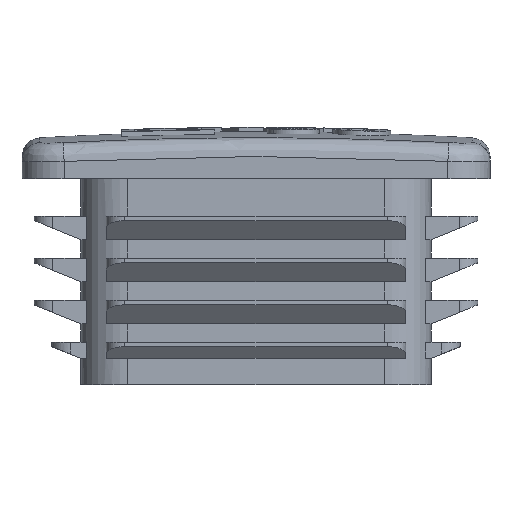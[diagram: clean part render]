
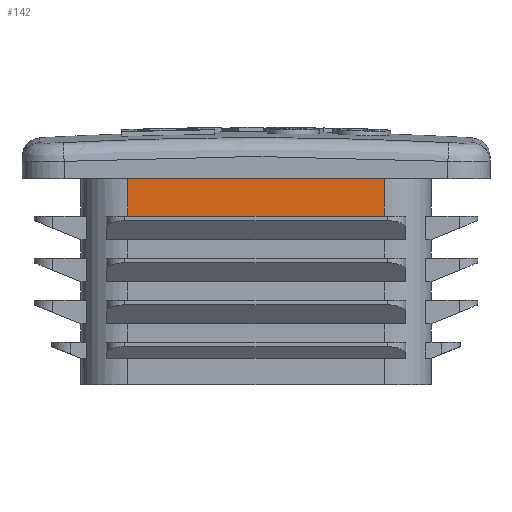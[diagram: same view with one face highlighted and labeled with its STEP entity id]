
A CAD part, front view. The second image highlights one B-rep face of the part: STEP entity #142.
In plain terms, the highlighted planar face has unit normal (0, -1, 0).
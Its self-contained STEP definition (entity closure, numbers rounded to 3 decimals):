
#142 = ADVANCED_FACE( '', ( #494 ), #495, .T. );
#494 = FACE_OUTER_BOUND( '', #2278, .T. );
#495 = PLANE( '', #2279 );
#2278 = EDGE_LOOP( '', ( #3930, #3931, #3932, #3933 ) );
#2279 = AXIS2_PLACEMENT_3D( '', #3934, #3935, #3936 );
#3930 = ORIENTED_EDGE( '', *, *, #5797, .F. );
#3931 = ORIENTED_EDGE( '', *, *, #5798, .T. );
#3932 = ORIENTED_EDGE( '', *, *, #5799, .T. );
#3933 = ORIENTED_EDGE( '', *, *, #5713, .F. );
#3934 = CARTESIAN_POINT( '', ( -13.7, -18.7, 0. ) );
#3935 = DIRECTION( '', ( 0., -1., 0. ) );
#3936 = DIRECTION( '', ( -1., 0., 0. ) );
#5713 = EDGE_CURVE( '', #6518, #6520, #6521, .T. );
#5797 = EDGE_CURVE( '', #6640, #6518, #6641, .T. );
#5798 = EDGE_CURVE( '', #6640, #6642, #6643, .T. );
#5799 = EDGE_CURVE( '', #6642, #6520, #6644, .T. );
#6518 = VERTEX_POINT( '', #8744 );
#6520 = VERTEX_POINT( '', #8746 );
#6521 = LINE( '', #8747, #8748 );
#6640 = VERTEX_POINT( '', #9249 );
#6641 = LINE( '', #9250, #9251 );
#6642 = VERTEX_POINT( '', #9252 );
#6643 = LINE( '', #9253, #9254 );
#6644 = LINE( '', #9255, #9256 );
#8744 = CARTESIAN_POINT( '', ( -13.7, -18.7, 22. ) );
#8746 = CARTESIAN_POINT( '', ( 13.7, -18.7, 22. ) );
#8747 = CARTESIAN_POINT( '', ( -13.7, -18.7, 22. ) );
#8748 = VECTOR( '', #10805, 1000. );
#9249 = CARTESIAN_POINT( '', ( -13.7, -18.7, 18. ) );
#9250 = CARTESIAN_POINT( '', ( -13.7, -18.7, 0. ) );
#9251 = VECTOR( '', #10897, 1000. );
#9252 = CARTESIAN_POINT( '', ( 13.7, -18.7, 18. ) );
#9253 = CARTESIAN_POINT( '', ( -13.7, -18.7, 18. ) );
#9254 = VECTOR( '', #10898, 1000. );
#9255 = CARTESIAN_POINT( '', ( 13.7, -18.7, 0. ) );
#9256 = VECTOR( '', #10899, 1000. );
#10805 = DIRECTION( '', ( 1., 0., 0. ) );
#10897 = DIRECTION( '', ( 0., 0., 1. ) );
#10898 = DIRECTION( '', ( 1., 0., 0. ) );
#10899 = DIRECTION( '', ( 0., 0., 1. ) );
